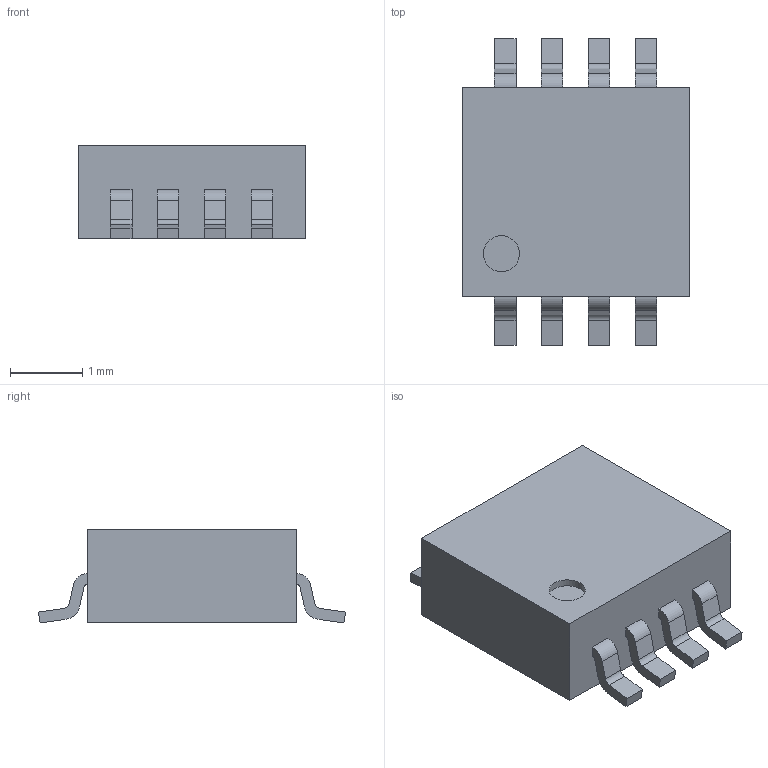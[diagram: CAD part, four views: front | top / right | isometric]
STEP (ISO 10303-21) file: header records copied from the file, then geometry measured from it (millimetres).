
FILE_DESCRIPTION( ( 'Unknown' ), '1' );
FILE_NAME( 'DCT (R-PDSO-G8).stp', 'Unknown', ( 'Unknown' ), ( 'Unknown' ), 'PSStep 11.0', 'Unknown', ' ' );
FILE_SCHEMA( ( 'AUTOMOTIVE_DESIGN { 1 0 10303 214 1 1 1 1 }' ) );
Length unit declared in the file: millimetre
Products named in the file (1): 1
Bounding box: 3.15 x 4.25 x 1.3 mm (x, y, z)
Volume: 12.2 mm3; surface area: 41.3 mm2
Topology: 1 solids, 1 shells, 96 faces, 255 edges, 170 vertices
Faces by surface type: plane 63, cylinder 33
Full cylindrical faces by diameter (mm): 0.5 x1
Entity records: 3764 total; most frequent: CARTESIAN_POINT 521, DIRECTION 514, ORIENTED_EDGE 508, EDGE_CURVE 254, LINE 188, VECTOR 188, VERTEX_POINT 170, AXIS2_PLACEMENT_3D 163
